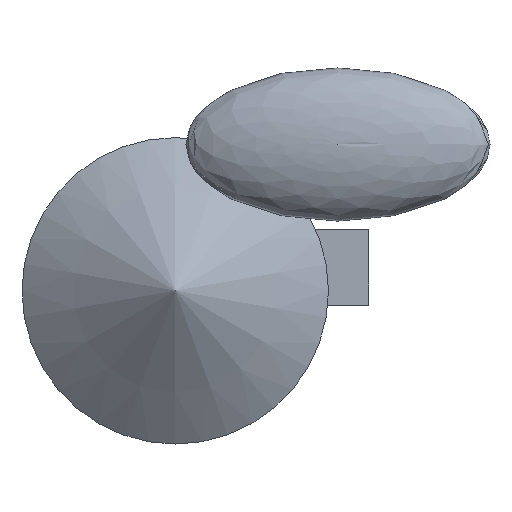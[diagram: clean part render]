
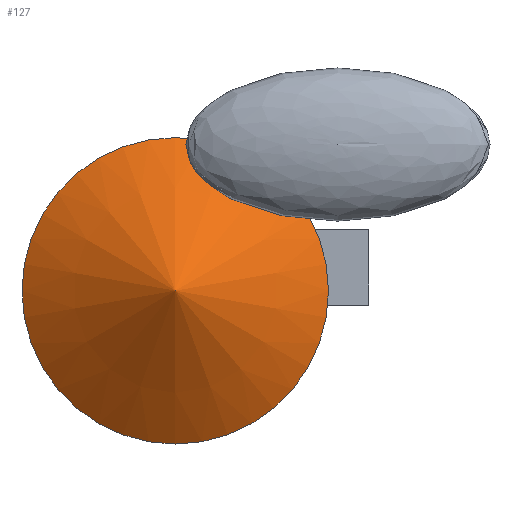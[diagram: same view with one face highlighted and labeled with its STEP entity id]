
A CAD part, top view. The second image highlights one B-rep face of the part: STEP entity #127.
In plain terms, the highlighted conical face has half-angle 55.305 degrees and reference radius 65 mm.
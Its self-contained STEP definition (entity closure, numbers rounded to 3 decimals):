
#52=ORIENTED_EDGE('',*,*,#78,.T.);
#78=EDGE_CURVE('',#101,#101,#91,.F.);
#91=CIRCLE('',#168,65.);
#92=EDGE_LOOP('',(#52));
#100=VERTEX_POINT('',#210);
#101=VERTEX_POINT('',#212);
#112=VERTEX_LOOP('',#100);
#115=FACE_BOUND('',#112,.T.);
#116=FACE_BOUND('',#92,.T.);
#126=CONICAL_SURFACE('',#167,65.,0.965);
#127=ADVANCED_FACE('',(#115,#116),#126,.T.);
#167=AXIS2_PLACEMENT_3D('',#209,#178,#179);
#168=AXIS2_PLACEMENT_3D('',#211,#180,#181);
#178=DIRECTION('',(0.,0.,-1.));
#179=DIRECTION('',(0.,1.,0.));
#180=DIRECTION('',(0.,0.,-1.));
#181=DIRECTION('',(-1.,0.,0.));
#209=CARTESIAN_POINT('',(-56.,-28.,24.));
#210=CARTESIAN_POINT('',(-56.,-28.,69.));
#211=CARTESIAN_POINT('',(-56.,-28.,24.));
#212=CARTESIAN_POINT('',(-121.,-28.,24.));
